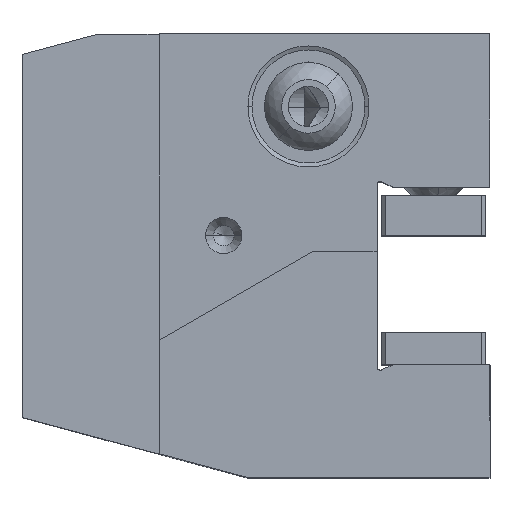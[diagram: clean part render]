
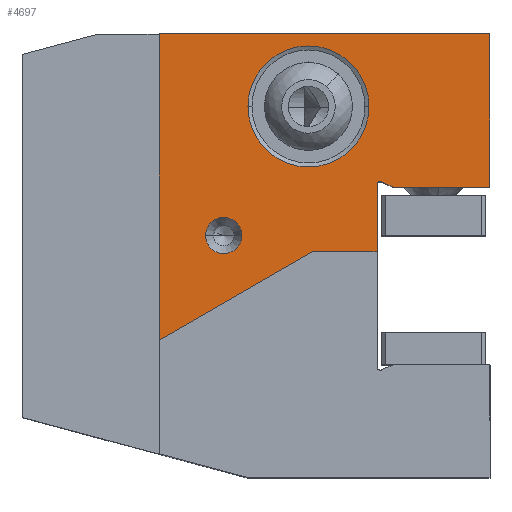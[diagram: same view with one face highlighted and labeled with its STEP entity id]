
A CAD part, top view. The second image highlights one B-rep face of the part: STEP entity #4697.
In plain terms, the highlighted planar face has unit normal (0, 0, 1).
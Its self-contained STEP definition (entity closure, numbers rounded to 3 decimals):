
#87 = VECTOR ( 'NONE', #10396, 1000. ) ;
#539 = AXIS2_PLACEMENT_3D ( 'NONE', #2816, #4659, #9866 ) ;
#689 = ORIENTED_EDGE ( 'NONE', *, *, #4838, .T. ) ;
#884 = VERTEX_POINT ( 'NONE', #10881 ) ;
#903 = ORIENTED_EDGE ( 'NONE', *, *, #9784, .T. ) ;
#914 = DIRECTION ( 'NONE',  ( -1., 0., 0. ) ) ;
#925 = AXIS2_PLACEMENT_3D ( 'NONE', #10584, #1168, #3810 ) ;
#986 = CARTESIAN_POINT ( 'NONE',  ( 44.376, 0.202, 64.19 ) ) ;
#988 = VERTEX_POINT ( 'NONE', #6256 ) ;
#1035 = VECTOR ( 'NONE', #1982, 1000. ) ;
#1117 = CARTESIAN_POINT ( 'NONE',  ( 42.945, 0.87, 64.19 ) ) ;
#1130 = DIRECTION ( 'NONE',  ( 0., 0., 1. ) ) ;
#1137 = ORIENTED_EDGE ( 'NONE', *, *, #5306, .T. ) ;
#1168 = DIRECTION ( 'NONE',  ( 0., 0., -1. ) ) ;
#1194 = VERTEX_POINT ( 'NONE', #4891 ) ;
#1638 = AXIS2_PLACEMENT_3D ( 'NONE', #2033, #1130, #9758 ) ;
#1774 = VECTOR ( 'NONE', #8220, 1000. ) ;
#1979 = CARTESIAN_POINT ( 'NONE',  ( 26.376, 10.202, 64.19 ) ) ;
#1982 = DIRECTION ( 'NONE',  ( 1., 0., 0. ) ) ;
#1983 = DIRECTION ( 'NONE',  ( 0.906, -0.423, 0. ) ) ;
#2033 = CARTESIAN_POINT ( 'NONE',  ( 42.776, 0.507, 64.19 ) ) ;
#2146 = AXIS2_PLACEMENT_3D ( 'NONE', #10383, #8660, #7840 ) ;
#2312 = ORIENTED_EDGE ( 'NONE', *, *, #4290, .T. ) ;
#2319 = VECTOR ( 'NONE', #1983, 1000. ) ;
#2378 = FACE_OUTER_BOUND ( 'NONE', #5456, .T. ) ;
#2379 = CARTESIAN_POINT ( 'NONE',  ( 41.376, 10.202, 64.19 ) ) ;
#2416 = CIRCLE ( 'NONE', #925, 2.25 ) ;
#2575 = EDGE_CURVE ( 'NONE', #988, #1194, #8768, .T. ) ;
#2644 = DIRECTION ( 'NONE',  ( 0., 1., 0. ) ) ;
#2654 = FACE_BOUND ( 'NONE', #4639, .T. ) ;
#2749 = EDGE_CURVE ( 'NONE', #884, #7206, #7708, .T. ) ;
#2764 = EDGE_CURVE ( 'NONE', #3238, #7480, #2416, .T. ) ;
#2816 = CARTESIAN_POINT ( 'NONE',  ( 42.776, 0.507, 64.19 ) ) ;
#2913 = ORIENTED_EDGE ( 'NONE', *, *, #3161, .T. ) ;
#2952 = VERTEX_POINT ( 'NONE', #4002 ) ;
#3127 = CARTESIAN_POINT ( 'NONE',  ( 42.376, -7.798, 64.19 ) ) ;
#3161 = EDGE_CURVE ( 'NONE', #5298, #7537, #7975, .T. ) ;
#3238 = VERTEX_POINT ( 'NONE', #3533 ) ;
#3424 = ORIENTED_EDGE ( 'NONE', *, *, #10265, .T. ) ;
#3501 = CARTESIAN_POINT ( 'NONE',  ( 56.376, 19.202, 64.19 ) ) ;
#3533 = CARTESIAN_POINT ( 'NONE',  ( 21.126, -5.798, 64.19 ) ) ;
#3570 = CIRCLE ( 'NONE', #10626, 7.5 ) ;
#3602 = LINE ( 'NONE', #5347, #1035 ) ;
#3810 = DIRECTION ( 'NONE',  ( -1., 0., 0. ) ) ;
#4002 = CARTESIAN_POINT ( 'NONE',  ( 15.376, -18.767, 64.19 ) ) ;
#4239 = LINE ( 'NONE', #9775, #2319 ) ;
#4290 = EDGE_CURVE ( 'NONE', #6875, #884, #8459, .T. ) ;
#4531 = ORIENTED_EDGE ( 'NONE', *, *, #2575, .T. ) ;
#4639 = EDGE_LOOP ( 'NONE', ( #6940, #9236 ) ) ;
#4659 = DIRECTION ( 'NONE',  ( 0., 0., -1. ) ) ;
#4697 = ADVANCED_FACE ( 'NONE', ( #2654, #5636, #2378 ), #8858, .T. ) ;
#4741 = ORIENTED_EDGE ( 'NONE', *, *, #9459, .T. ) ;
#4764 = CARTESIAN_POINT ( 'NONE',  ( 44.376, 0.202, 64.19 ) ) ;
#4838 = EDGE_CURVE ( 'NONE', #5735, #6875, #3602, .T. ) ;
#4891 = CARTESIAN_POINT ( 'NONE',  ( 56.376, 19.202, 64.19 ) ) ;
#4907 = CARTESIAN_POINT ( 'NONE',  ( 15.376, -18.767, 64.19 ) ) ;
#5298 = VERTEX_POINT ( 'NONE', #2379 ) ;
#5306 = EDGE_CURVE ( 'NONE', #5592, #988, #5491, .T. ) ;
#5347 = CARTESIAN_POINT ( 'NONE',  ( 34.376, -7.798, 64.19 ) ) ;
#5456 = EDGE_LOOP ( 'NONE', ( #3424, #903, #689, #2312, #8855, #4741, #1137, #4531, #6615 ) ) ;
#5491 = LINE ( 'NONE', #986, #87 ) ;
#5592 = VERTEX_POINT ( 'NONE', #4764 ) ;
#5636 = FACE_BOUND ( 'NONE', #6251, .T. ) ;
#5700 = CARTESIAN_POINT ( 'NONE',  ( 42.376, -7.798, 64.19 ) ) ;
#5735 = VERTEX_POINT ( 'NONE', #7521 ) ;
#5766 = VERTEX_POINT ( 'NONE', #10887 ) ;
#5872 = EDGE_CURVE ( 'NONE', #1194, #5766, #6554, .T. ) ;
#6018 = CARTESIAN_POINT ( 'NONE',  ( 15.376, -18.767, 64.19 ) ) ;
#6048 = VECTOR ( 'NONE', #9244, 1000. ) ;
#6074 = AXIS2_PLACEMENT_3D ( 'NONE', #10338, #6178, #6941 ) ;
#6079 = CARTESIAN_POINT ( 'NONE',  ( 33.876, 10.202, 64.19 ) ) ;
#6178 = DIRECTION ( 'NONE',  ( 0., 0., -1. ) ) ;
#6220 = DIRECTION ( 'NONE',  ( 1., 0., 0. ) ) ;
#6251 = EDGE_LOOP ( 'NONE', ( #2913, #9173 ) ) ;
#6256 = CARTESIAN_POINT ( 'NONE',  ( 56.376, 0.202, 64.19 ) ) ;
#6498 = VECTOR ( 'NONE', #2644, 1000. ) ;
#6554 = LINE ( 'NONE', #3501, #8825 ) ;
#6615 = ORIENTED_EDGE ( 'NONE', *, *, #5872, .T. ) ;
#6790 = CARTESIAN_POINT ( 'NONE',  ( 25.626, -5.798, 64.19 ) ) ;
#6813 = LINE ( 'NONE', #6018, #7473 ) ;
#6875 = VERTEX_POINT ( 'NONE', #5700 ) ;
#6940 = ORIENTED_EDGE ( 'NONE', *, *, #2764, .T. ) ;
#6941 = DIRECTION ( 'NONE',  ( -1., 0., 0. ) ) ;
#7145 = EDGE_CURVE ( 'NONE', #7537, #5298, #3570, .T. ) ;
#7206 = VERTEX_POINT ( 'NONE', #1117 ) ;
#7464 = LINE ( 'NONE', #4907, #1774 ) ;
#7473 = VECTOR ( 'NONE', #7707, 1000. ) ;
#7480 = VERTEX_POINT ( 'NONE', #6790 ) ;
#7521 = CARTESIAN_POINT ( 'NONE',  ( 34.376, -7.798, 64.19 ) ) ;
#7537 = VERTEX_POINT ( 'NONE', #1979 ) ;
#7707 = DIRECTION ( 'NONE',  ( 0.866, 0.5, 0. ) ) ;
#7708 = CIRCLE ( 'NONE', #539, 0.4 ) ;
#7753 = CIRCLE ( 'NONE', #6074, 2.25 ) ;
#7840 = DIRECTION ( 'NONE',  ( 1., 0., 0. ) ) ;
#7975 = CIRCLE ( 'NONE', #2146, 7.5 ) ;
#8220 = DIRECTION ( 'NONE',  ( 0., -1., 0. ) ) ;
#8459 = LINE ( 'NONE', #3127, #6048 ) ;
#8660 = DIRECTION ( 'NONE',  ( 0., 0., -1. ) ) ;
#8768 = LINE ( 'NONE', #10327, #6498 ) ;
#8825 = VECTOR ( 'NONE', #914, 1000. ) ;
#8855 = ORIENTED_EDGE ( 'NONE', *, *, #2749, .T. ) ;
#8858 = PLANE ( 'NONE',  #1638 ) ;
#9173 = ORIENTED_EDGE ( 'NONE', *, *, #7145, .T. ) ;
#9236 = ORIENTED_EDGE ( 'NONE', *, *, #9309, .T. ) ;
#9244 = DIRECTION ( 'NONE',  ( 0., 1., 0. ) ) ;
#9309 = EDGE_CURVE ( 'NONE', #7480, #3238, #7753, .T. ) ;
#9459 = EDGE_CURVE ( 'NONE', #7206, #5592, #4239, .T. ) ;
#9640 = DIRECTION ( 'NONE',  ( 0., 0., -1. ) ) ;
#9758 = DIRECTION ( 'NONE',  ( 1., 0., 0. ) ) ;
#9775 = CARTESIAN_POINT ( 'NONE',  ( 42.945, 0.87, 64.19 ) ) ;
#9784 = EDGE_CURVE ( 'NONE', #2952, #5735, #6813, .T. ) ;
#9866 = DIRECTION ( 'NONE',  ( 1., 0., 0. ) ) ;
#10265 = EDGE_CURVE ( 'NONE', #5766, #2952, #7464, .T. ) ;
#10327 = CARTESIAN_POINT ( 'NONE',  ( 56.376, 0.202, 64.19 ) ) ;
#10338 = CARTESIAN_POINT ( 'NONE',  ( 23.376, -5.798, 64.19 ) ) ;
#10383 = CARTESIAN_POINT ( 'NONE',  ( 33.876, 10.202, 64.19 ) ) ;
#10396 = DIRECTION ( 'NONE',  ( 1., 0., 0. ) ) ;
#10584 = CARTESIAN_POINT ( 'NONE',  ( 23.376, -5.798, 64.19 ) ) ;
#10626 = AXIS2_PLACEMENT_3D ( 'NONE', #6079, #9640, #6220 ) ;
#10881 = CARTESIAN_POINT ( 'NONE',  ( 42.376, 0.507, 64.19 ) ) ;
#10887 = CARTESIAN_POINT ( 'NONE',  ( 15.376, 19.202, 64.19 ) ) ;
